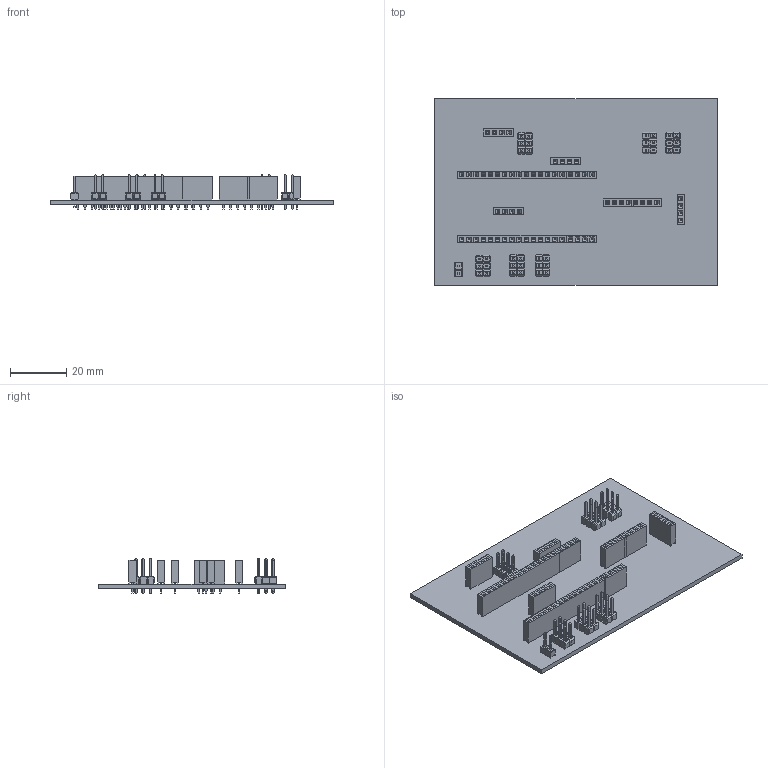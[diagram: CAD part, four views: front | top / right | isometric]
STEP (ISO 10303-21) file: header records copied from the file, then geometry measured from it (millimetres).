
FILE_DESCRIPTION(('Open CASCADE Model'),'2;1');
FILE_NAME('Open CASCADE Shape Model','2023-09-14T13:28:34',('Author'),( 'Open CASCADE'),'Open CASCADE STEP processor 7.5','Open CASCADE 7.5' ,'Unknown');
FILE_SCHEMA(('AUTOMOTIVE_DESIGN { 1 0 10303 214 1 1 1 1 }'));
Length unit declared in the file: millimetre
Products named in the file (26): PCB; Board; Open CASCADE STEP translator 7.5 1.1.1; J2; User Library-1x3 TH Pitch 2_54mm; holder; pin; J10; J9; PPTC041LFBN-RC--3DModel-STEP-56544; J3; J8; User Library-Header1x2; Header1_1; J13; 6248306784; J12; J11; J7; 6248298704; J6; PPTC151LFBN-RC--3DModel-STEP-56544; J5; J4; 6248302544; J1
Assembly tree (44 placements, depth 4):
  PCB
    Board
      Open CASCADE STEP translator 7.5 1.1.1
    J2
      User Library-1x3 TH Pitch 2_54mm  x2
        holder
        pin
    J10
      User Library-1x3 TH Pitch 2_54mm  x2
        holder
        pin
    J9
      PPTC041LFBN-RC--3DModel-STEP-56544  x2
    J3
      User Library-1x3 TH Pitch 2_54mm  x2
        holder
        pin
    J8
      User Library-Header1x2
        Header1_1  x2
    J13
      6248306784
    J12
      User Library-1x3 TH Pitch 2_54mm  x2
        holder
        pin
    J11
      User Library-1x3 TH Pitch 2_54mm  x2
        holder
        pin
    J7
      6248298704
    J6
      PPTC041LFBN-RC--3DModel-STEP-56544  x2
      PPTC151LFBN-RC--3DModel-STEP-56544  x2
    J5
      User Library-1x3 TH Pitch 2_54mm  x2
        holder
        pin
    J4
      6248302544
    J1
      6248302544
Bounding box: 100.35 x 66.22 x 12.7 mm (x, y, z)
Volume: 15230.1 mm3; surface area: 23600.1 mm2
Topology: 123 solids, 123 shells, 2916 faces, 7342 edges, 4676 vertices
Faces by surface type: plane 2472, cylinder 444
Entity records: 30113 total; most frequent: CARTESIAN_POINT 4701, ORIENTED_EDGE 4502, DIRECTION 4455, EDGE_CURVE 2251, LINE 1855, VECTOR 1855, VERTEX_POINT 1450, AXIS2_PLACEMENT_3D 1300
